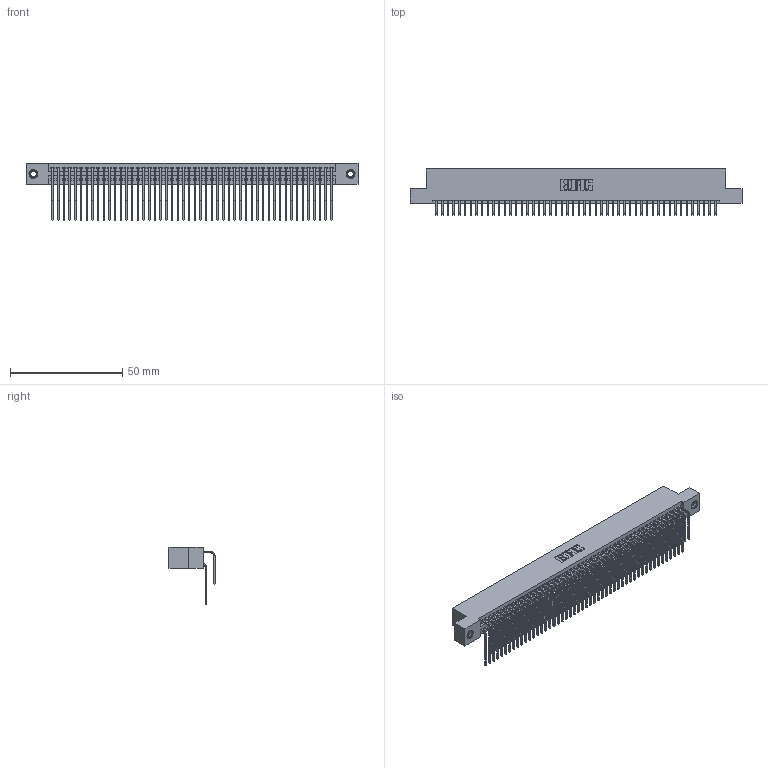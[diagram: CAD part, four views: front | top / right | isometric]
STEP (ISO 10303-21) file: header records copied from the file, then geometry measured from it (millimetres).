
FILE_DESCRIPTION (( 'STEP AP203' ), '1' );
FILE_NAME ('345-100-559-207.STEP', '2018-10-05T17:24:17', ( '' ), ( '' ), 'SwSTEP 2.0', 'SolidWorks 2016', '' );
FILE_SCHEMA (( 'CONFIG_CONTROL_DESIGN' ));
Length unit declared in the file: inch
Products named in the file (5): 345-250-001_345-250-005-103; 345 Part_Flush Mounting Lugs - 0.156 Dia-TI; 345-292-001_559 Tail - 2; 345-100-559-207; 345-292-001_558 559 Tail - 1
Assembly tree (103 placements, depth 2):
  345-100-559-207
    345 Part_Flush Mounting Lugs - 0.156 Dia-TI
    345-292-001_558 559 Tail - 1  x50
    345-292-001_559 Tail - 2  x50
    345-250-001_345-250-005-103  x2
Bounding box: 148.21 x 20.56 x 25.53 mm (x, y, z)
Volume: 15034.8 mm3; surface area: 25119.4 mm2
Topology: 103 solids, 103 shells, 5386 faces, 15977 edges, 10510 vertices
Faces by surface type: plane 3612, cylinder 1758, cone 12, torus 4
Entity records: 40992 total; most frequent: CARTESIAN_POINT 6890, ORIENTED_EDGE 6766, DIRECTION 6065, EDGE_CURVE 3383, LINE 2991, VECTOR 2991, VERTEX_POINT 2248, AXIS2_PLACEMENT_3D 1537
